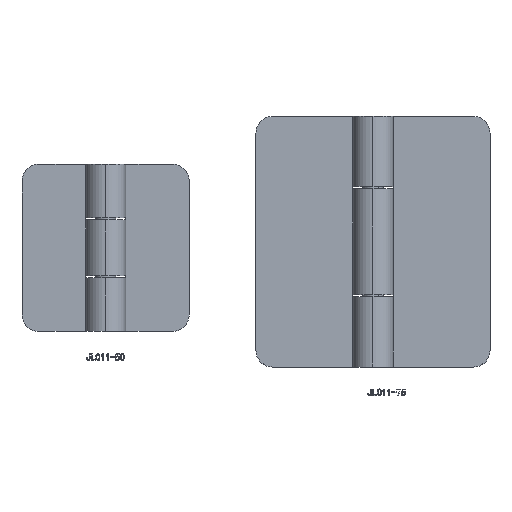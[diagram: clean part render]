
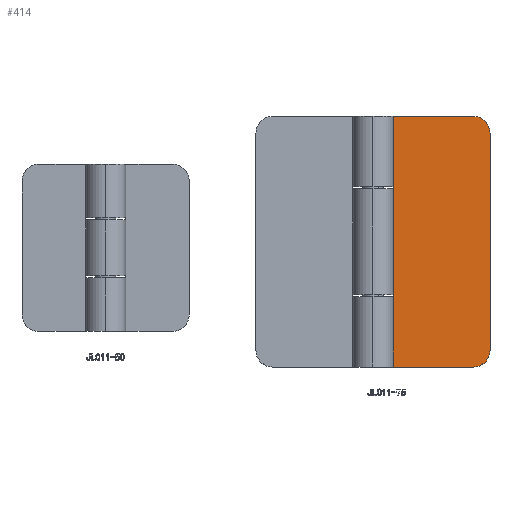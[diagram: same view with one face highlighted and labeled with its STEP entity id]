
A CAD part, top view. The second image highlights one B-rep face of the part: STEP entity #414.
In plain terms, the highlighted planar face has unit normal (0, 0, 1).
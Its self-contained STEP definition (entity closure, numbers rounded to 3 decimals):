
#19=(
BOUNDED_CURVE()
B_SPLINE_CURVE(1,(#6085,#6086),.UNSPECIFIED.,.F.,.F.)
B_SPLINE_CURVE_WITH_KNOTS((2,2),(-21.,0.),.UNSPECIFIED.)
CURVE()
GEOMETRIC_REPRESENTATION_ITEM()
RATIONAL_B_SPLINE_CURVE((1.,1.))
REPRESENTATION_ITEM('')
);
#20=(
BOUNDED_CURVE()
B_SPLINE_CURVE(1,(#6111,#6112),.UNSPECIFIED.,.F.,.F.)
B_SPLINE_CURVE_WITH_KNOTS((2,2),(0.,21.),.UNSPECIFIED.)
CURVE()
GEOMETRIC_REPRESENTATION_ITEM()
RATIONAL_B_SPLINE_CURVE((1.,1.))
REPRESENTATION_ITEM('')
);
#53=TRIMMED_CURVE($,#133,(#6184),(#6185),.T.,.CARTESIAN.);
#56=TRIMMED_CURVE($,#136,(#6193),(#6194),.T.,.CARTESIAN.);
#133=CIRCLE('',#3560,5.);
#136=CIRCLE('',#3563,5.);
#414=ADVANCED_FACE('',(#620),#3300,.T.);
#620=FACE_OUTER_BOUND('',#832,.T.);
#832=EDGE_LOOP('',(#1528,#1529,#1530,#1531,#1532,#1533,#1534,#1535,#1536,
#1537,#1538));
#1528=ORIENTED_EDGE('',*,*,#2203,.T.);
#1529=ORIENTED_EDGE('',*,*,#2197,.T.);
#1530=ORIENTED_EDGE('',*,*,#2204,.T.);
#1531=ORIENTED_EDGE('',*,*,#2205,.T.);
#1532=ORIENTED_EDGE('',*,*,#2206,.T.);
#1533=ORIENTED_EDGE('',*,*,#2207,.T.);
#1534=ORIENTED_EDGE('',*,*,#2208,.T.);
#1535=ORIENTED_EDGE('',*,*,#2209,.T.);
#1536=ORIENTED_EDGE('',*,*,#2239,.T.);
#1537=ORIENTED_EDGE('',*,*,#2210,.T.);
#1538=ORIENTED_EDGE('',*,*,#2242,.T.);
#2197=EDGE_CURVE('',#3028,#3029,#19,.T.);
#2203=EDGE_CURVE('',#3032,#3028,#2705,.T.);
#2204=EDGE_CURVE('',#3029,#3033,#2706,.T.);
#2205=EDGE_CURVE('',#3033,#3034,#2707,.T.);
#2206=EDGE_CURVE('',#3034,#3035,#2708,.T.);
#2207=EDGE_CURVE('',#3035,#3036,#2709,.T.);
#2208=EDGE_CURVE('',#3036,#3037,#20,.T.);
#2209=EDGE_CURVE('',#3037,#3038,#2710,.T.);
#2210=EDGE_CURVE('',#3039,#3040,#2711,.T.);
#2239=EDGE_CURVE('',#3038,#3039,#53,.T.);
#2242=EDGE_CURVE('',#3040,#3032,#56,.T.);
#2705=B_SPLINE_CURVE_WITH_KNOTS('',1,(#6101,#6102),.UNSPECIFIED.,.F.,.F.,
(2,2),(0.,30.),.UNSPECIFIED.);
#2706=B_SPLINE_CURVE_WITH_KNOTS('',1,(#6103,#6104),.UNSPECIFIED.,.F.,.F.,
(2,2),(0.,6.),.UNSPECIFIED.);
#2707=B_SPLINE_CURVE_WITH_KNOTS('',1,(#6105,#6106),.UNSPECIFIED.,.F.,.F.,
(2,2),(0.,32.35),.UNSPECIFIED.);
#2708=B_SPLINE_CURVE_WITH_KNOTS('',1,(#6107,#6108),.UNSPECIFIED.,.F.,.F.,
(2,2),(0.,0.65),.UNSPECIFIED.);
#2709=B_SPLINE_CURVE_WITH_KNOTS('',1,(#6109,#6110),.UNSPECIFIED.,.F.,.F.,
(2,2),(0.,6.),.UNSPECIFIED.);
#2710=B_SPLINE_CURVE_WITH_KNOTS('',1,(#6113,#6114),.UNSPECIFIED.,.F.,.F.,
(2,2),(0.,30.),.UNSPECIFIED.);
#2711=B_SPLINE_CURVE_WITH_KNOTS('',1,(#6115,#6116),.UNSPECIFIED.,.F.,.F.,
(2,2),(0.,65.),.UNSPECIFIED.);
#3028=VERTEX_POINT('',#6023);
#3029=VERTEX_POINT('',#6024);
#3032=VERTEX_POINT('',#6027);
#3033=VERTEX_POINT('',#6028);
#3034=VERTEX_POINT('',#6029);
#3035=VERTEX_POINT('',#6030);
#3036=VERTEX_POINT('',#6031);
#3037=VERTEX_POINT('',#6032);
#3038=VERTEX_POINT('',#6033);
#3039=VERTEX_POINT('',#6034);
#3040=VERTEX_POINT('',#6035);
#3300=PLANE('',#3528);
#3528=AXIS2_PLACEMENT_3D('',#6001,#3784,$);
#3560=AXIS2_PLACEMENT_3D($,#6183,#3836,#3837);
#3563=AXIS2_PLACEMENT_3D($,#6192,#3842,#3843);
#3784=DIRECTION('',(0.,0.,1.));
#3836=DIRECTION('',(0.,0.,1.));
#3837=DIRECTION('',(0.,-1.,0.));
#3842=DIRECTION('',(0.,0.,1.));
#3843=DIRECTION('',(1.,0.,0.));
#6001=CARTESIAN_POINT('',(76.06,-18.174,0.594));
#6023=CARTESIAN_POINT('',(79.572,64.338,0.594));
#6024=CARTESIAN_POINT('',(79.572,43.338,0.594));
#6027=CARTESIAN_POINT('',(109.572,64.338,0.594));
#6028=CARTESIAN_POINT('',(85.572,43.338,0.594));
#6029=CARTESIAN_POINT('',(85.572,10.988,0.594));
#6030=CARTESIAN_POINT('',(85.572,10.338,0.594));
#6031=CARTESIAN_POINT('',(79.572,10.338,0.594));
#6032=CARTESIAN_POINT('',(79.572,-10.662,0.594));
#6033=CARTESIAN_POINT('',(109.572,-10.662,0.594));
#6034=CARTESIAN_POINT('',(114.572,-5.662,0.594));
#6035=CARTESIAN_POINT('',(114.572,59.338,0.594));
#6085=CARTESIAN_POINT('',(79.572,64.338,0.594));
#6086=CARTESIAN_POINT('',(79.572,43.338,0.594));
#6101=CARTESIAN_POINT('',(109.572,64.338,0.594));
#6102=CARTESIAN_POINT('',(79.572,64.338,0.594));
#6103=CARTESIAN_POINT('',(79.572,43.338,0.594));
#6104=CARTESIAN_POINT('',(85.572,43.338,0.594));
#6105=CARTESIAN_POINT('',(85.572,43.338,0.594));
#6106=CARTESIAN_POINT('',(85.572,10.988,0.594));
#6107=CARTESIAN_POINT('',(85.572,10.988,0.594));
#6108=CARTESIAN_POINT('',(85.572,10.338,0.594));
#6109=CARTESIAN_POINT('',(85.572,10.338,0.594));
#6110=CARTESIAN_POINT('',(79.572,10.338,0.594));
#6111=CARTESIAN_POINT('',(79.572,10.338,0.594));
#6112=CARTESIAN_POINT('',(79.572,-10.662,0.594));
#6113=CARTESIAN_POINT('',(79.572,-10.662,0.594));
#6114=CARTESIAN_POINT('',(109.572,-10.662,0.594));
#6115=CARTESIAN_POINT('',(114.572,-5.662,0.594));
#6116=CARTESIAN_POINT('',(114.572,59.338,0.594));
#6183=CARTESIAN_POINT('',(109.572,-5.662,0.594));
#6184=CARTESIAN_POINT('',(109.572,-10.662,0.594));
#6185=CARTESIAN_POINT('',(114.572,-5.662,0.594));
#6192=CARTESIAN_POINT('',(109.572,59.338,0.594));
#6193=CARTESIAN_POINT('',(114.572,59.338,0.594));
#6194=CARTESIAN_POINT('',(109.572,64.338,0.594));
